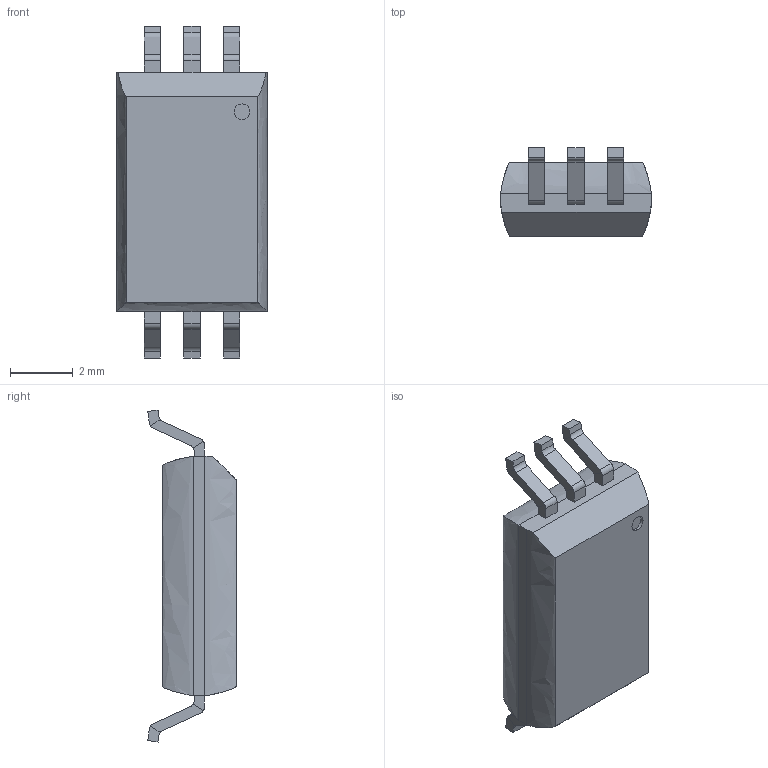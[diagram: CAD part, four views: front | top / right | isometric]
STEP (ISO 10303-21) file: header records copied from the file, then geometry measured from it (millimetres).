
FILE_DESCRIPTION (( 'STEP AP214' ), '1' );
FILE_NAME ('6-soic.STEP', '2019-03-24T01:54:59', ( '' ), ( '' ), 'SwSTEP 2.0', 'SolidWorks 2017', '' );
FILE_SCHEMA (( 'AUTOMOTIVE_DESIGN' ));
Length unit declared in the file: millimetre
Products named in the file (1): 6-soic
Bounding box: 4.78 x 2.81 x 10.56 mm (x, y, z)
Volume: 81.9 mm3; surface area: 140.3 mm2
Topology: 1 solids, 1 shells, 119 faces, 324 edges, 214 vertices
Faces by surface type: plane 86, cylinder 26, bspline 7
Entity records: 5590 total; most frequent: CARTESIAN_POINT 1211, ORIENTED_EDGE 648, DIRECTION 626, EDGE_CURVE 324, VERTEX_POINT 214, AXIS2_PLACEMENT_3D 213, LINE 200, VECTOR 200
